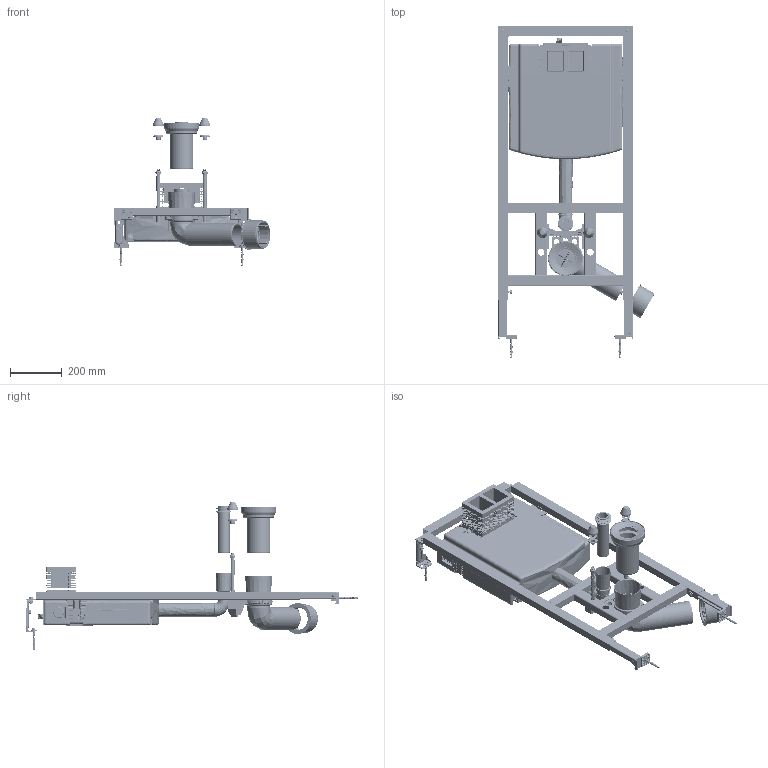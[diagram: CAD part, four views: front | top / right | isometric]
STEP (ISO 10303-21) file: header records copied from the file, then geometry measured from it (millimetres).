
FILE_DESCRIPTION((''),'2;1');
FILE_NAME('90_739_00_0001-BH1120_ASM','2019-01-17T',('mberthel'),(''),'PRO/ENGINEER BY PARAMETRIC TECHNOLOGY CORPORATION, 2015030','PRO/ENGINEER BY PARAMETRIC TECHNOLOGY CORPORATION, 2015030','');
FILE_SCHEMA(('CONFIG_CONTROL_DESIGN'));
Length unit declared in the file: millimetre
Products named in the file (1): 90_739_00_0001-BH1120_ASM
Bounding box: 606.8 x 1285 x 572.25 mm (x, y, z)
Surface area: 3882662.7 mm2 (no closed solid volume)
Topology: 0 solids, 644 shells, 8981 faces, 32860 edges, 23647 vertices
Faces by surface type: plane 4001, cylinder 2937, bspline 698, cone 682, torus 573, sphere 84, extrusion 6
Entity records: 484895 total; most frequent: CARTESIAN_POINT 177099, DIRECTION 50117, ORIENTED_EDGE 47553, EDGE_CURVE 32822, VERTEX_POINT 23646, VECTOR 18125, LINE 18119, AXIS2_PLACEMENT_3D 15996
